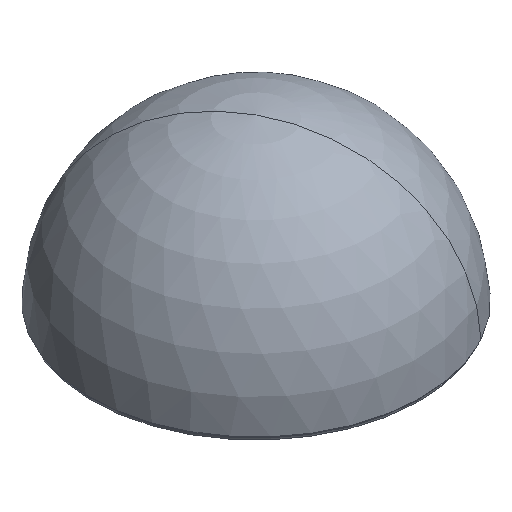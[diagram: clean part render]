
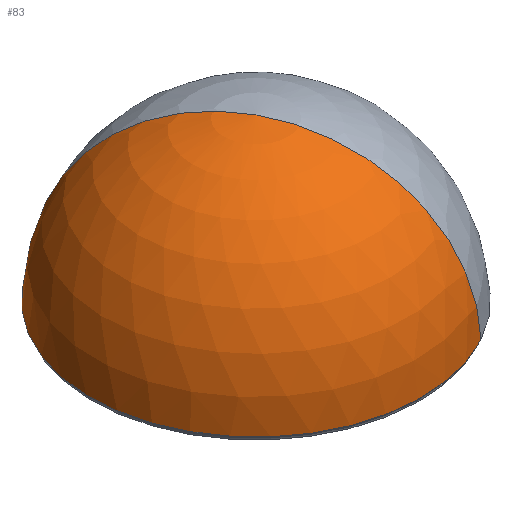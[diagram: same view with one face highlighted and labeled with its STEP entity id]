
A CAD part, isometric view. The second image highlights one B-rep face of the part: STEP entity #83.
In plain terms, the highlighted spherical face has radius 82.15 mm.
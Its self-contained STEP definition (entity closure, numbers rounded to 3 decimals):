
#52=CARTESIAN_POINT('Axis2P3D Location',(0.,0.,0.)) ;
#57=CARTESIAN_POINT('Axis2P3D Location',(0.,0.,0.)) ;
#61=CARTESIAN_POINT('Vertex',(39.373,-72.072,2.)) ;
#63=CARTESIAN_POINT('Vertex',(0.,0.,82.15)) ;
#66=CARTESIAN_POINT('Axis2P3D Location',(0.,0.,0.)) ;
#70=CARTESIAN_POINT('Vertex',(-39.373,72.072,2.)) ;
#73=CARTESIAN_POINT('Axis2P3D Location',(0.,0.,2.)) ;
#53=DIRECTION('Axis2P3D Direction',(0.,0.,1.)) ;
#54=DIRECTION('Axis2P3D XDirection',(0.479,-0.878,0.)) ;
#58=DIRECTION('Axis2P3D Direction',(-0.878,-0.479,0.)) ;
#67=DIRECTION('Axis2P3D Direction',(0.878,0.479,-0.)) ;
#74=DIRECTION('Axis2P3D Direction',(0.,0.,1.)) ;
#55=AXIS2_PLACEMENT_3D('Sphere Axis2P3D',#52,#53,#54) ;
#59=AXIS2_PLACEMENT_3D('Circle Axis2P3D',#57,#58,$) ;
#68=AXIS2_PLACEMENT_3D('Circle Axis2P3D',#66,#67,$) ;
#75=AXIS2_PLACEMENT_3D('Circle Axis2P3D',#73,#74,$) ;
#79=ORIENTED_EDGE('',*,*,#65,.T.) ;
#80=ORIENTED_EDGE('',*,*,#72,.F.) ;
#81=ORIENTED_EDGE('',*,*,#77,.T.) ;
#83=ADVANCED_FACE('Corps principal',(#82),#56,.T.) ;
#60=CIRCLE('generated circle',#59,82.15) ;
#69=CIRCLE('generated circle',#68,82.15) ;
#76=CIRCLE('generated circle',#75,82.126) ;
#65=EDGE_CURVE('',#62,#64,#60,.T.) ;
#72=EDGE_CURVE('',#71,#64,#69,.T.) ;
#77=EDGE_CURVE('',#71,#62,#76,.T.) ;
#78=EDGE_LOOP('',(#79,#80,#81)) ;
#82=FACE_OUTER_BOUND('',#78,.T.) ;
#56=SPHERICAL_SURFACE('',#55,82.15) ;
#62=VERTEX_POINT('',#61) ;
#64=VERTEX_POINT('',#63) ;
#71=VERTEX_POINT('',#70) ;
